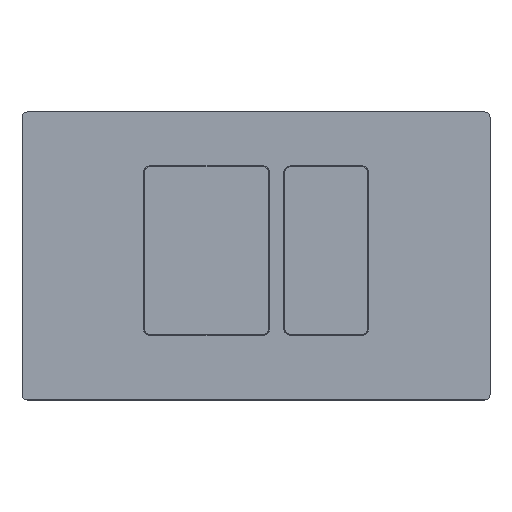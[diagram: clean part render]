
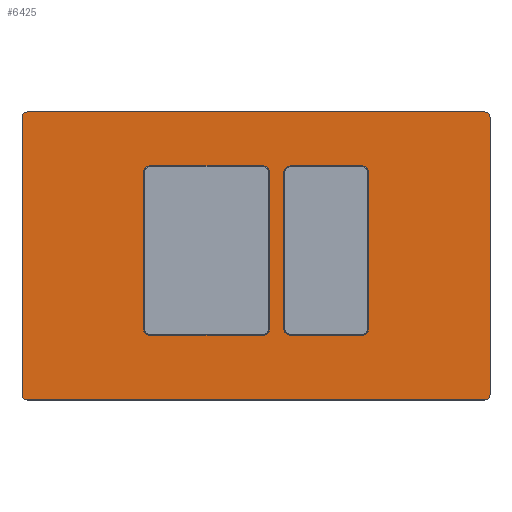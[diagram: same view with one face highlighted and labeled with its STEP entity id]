
A CAD part, top view. The second image highlights one B-rep face of the part: STEP entity #6425.
In plain terms, the highlighted planar face has unit normal (0, 0, 1).
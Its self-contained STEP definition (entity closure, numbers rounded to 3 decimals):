
#6425=ADVANCED_FACE('',(#13361,#13362,#13363),#13364,.T.);
#13361=FACE_BOUND('',#23854,.T.);
#13362=FACE_BOUND('',#23855,.T.);
#13363=FACE_OUTER_BOUND('',#23856,.T.);
#13364=PLANE('',#23857);
#23854=EDGE_LOOP('',(#37799,#37800,#37801,#37802,#37803,#37804,#37805,#37806));
#23855=EDGE_LOOP('',(#37807,#37808,#37809,#37810,#37811,#37812,#37813,#37814));
#23856=EDGE_LOOP('',(#37815,#37816,#37817,#37818,#37819,#37820,#37821,#37822));
#23857=AXIS2_PLACEMENT_3D('',#37823,#37824,#37825);
#37799=ORIENTED_EDGE('',*,*,#68090,.F.);
#37800=ORIENTED_EDGE('',*,*,#68087,.F.);
#37801=ORIENTED_EDGE('',*,*,#68084,.F.);
#37802=ORIENTED_EDGE('',*,*,#68081,.F.);
#37803=ORIENTED_EDGE('',*,*,#68078,.F.);
#37804=ORIENTED_EDGE('',*,*,#68075,.F.);
#37805=ORIENTED_EDGE('',*,*,#68072,.F.);
#37806=ORIENTED_EDGE('',*,*,#68038,.F.);
#37807=ORIENTED_EDGE('',*,*,#68070,.F.);
#37808=ORIENTED_EDGE('',*,*,#68067,.F.);
#37809=ORIENTED_EDGE('',*,*,#68064,.F.);
#37810=ORIENTED_EDGE('',*,*,#68061,.F.);
#37811=ORIENTED_EDGE('',*,*,#68058,.F.);
#37812=ORIENTED_EDGE('',*,*,#68055,.F.);
#37813=ORIENTED_EDGE('',*,*,#68052,.F.);
#37814=ORIENTED_EDGE('',*,*,#68048,.F.);
#37815=ORIENTED_EDGE('',*,*,#68042,.T.);
#37816=ORIENTED_EDGE('',*,*,#68045,.T.);
#37817=ORIENTED_EDGE('',*,*,#68104,.T.);
#37818=ORIENTED_EDGE('',*,*,#68101,.T.);
#37819=ORIENTED_EDGE('',*,*,#68098,.T.);
#37820=ORIENTED_EDGE('',*,*,#68095,.T.);
#37821=ORIENTED_EDGE('',*,*,#68092,.T.);
#37822=ORIENTED_EDGE('',*,*,#68009,.T.);
#37823=CARTESIAN_POINT('',(-127.0,3.0,1.5));
#37824=DIRECTION('',(0.0,0.0,1.0));
#37825=DIRECTION('',(1.0,0.0,0.0));
#68009=EDGE_CURVE('',#80173,#80174,#80175,.T.);
#68038=EDGE_CURVE('',#80228,#80229,#80230,.T.);
#68042=EDGE_CURVE('',#80174,#80234,#80235,.T.);
#68045=EDGE_CURVE('',#80234,#80238,#80239,.T.);
#68048=EDGE_CURVE('',#80242,#80243,#80244,.T.);
#68052=EDGE_CURVE('',#80243,#80248,#80249,.T.);
#68055=EDGE_CURVE('',#80248,#80252,#80253,.T.);
#68058=EDGE_CURVE('',#80252,#80256,#80257,.T.);
#68061=EDGE_CURVE('',#80256,#80260,#80261,.T.);
#68064=EDGE_CURVE('',#80260,#80264,#80265,.T.);
#68067=EDGE_CURVE('',#80264,#80268,#80269,.T.);
#68070=EDGE_CURVE('',#80268,#80242,#80272,.T.);
#68072=EDGE_CURVE('',#80229,#80274,#80275,.T.);
#68075=EDGE_CURVE('',#80274,#80278,#80279,.T.);
#68078=EDGE_CURVE('',#80278,#80282,#80283,.T.);
#68081=EDGE_CURVE('',#80282,#80286,#80287,.T.);
#68084=EDGE_CURVE('',#80286,#80290,#80291,.T.);
#68087=EDGE_CURVE('',#80290,#80294,#80295,.T.);
#68090=EDGE_CURVE('',#80294,#80228,#80298,.T.);
#68092=EDGE_CURVE('',#80300,#80173,#80301,.T.);
#68095=EDGE_CURVE('',#80304,#80300,#80305,.T.);
#68098=EDGE_CURVE('',#80308,#80304,#80309,.T.);
#68101=EDGE_CURVE('',#80312,#80308,#80313,.T.);
#68104=EDGE_CURVE('',#80238,#80312,#80316,.T.);
#80173=VERTEX_POINT('',#98186);
#80174=VERTEX_POINT('',#98187);
#80175=CIRCLE('',#98188,3.0);
#80228=VERTEX_POINT('',#98255);
#80229=VERTEX_POINT('',#98256);
#80230=CIRCLE('',#98257,3.5);
#80234=VERTEX_POINT('',#98263);
#80235=LINE('',#98264,#98265);
#80238=VERTEX_POINT('',#98269);
#80239=CIRCLE('',#98270,3.0);
#80242=VERTEX_POINT('',#98274);
#80243=VERTEX_POINT('',#98275);
#80244=CIRCLE('',#98276,3.5);
#80248=VERTEX_POINT('',#98282);
#80249=LINE('',#98283,#98284);
#80252=VERTEX_POINT('',#98288);
#80253=CIRCLE('',#98289,3.5);
#80256=VERTEX_POINT('',#98293);
#80257=LINE('',#98294,#98295);
#80260=VERTEX_POINT('',#98299);
#80261=CIRCLE('',#98300,3.5);
#80264=VERTEX_POINT('',#98304);
#80265=LINE('',#98305,#98306);
#80268=VERTEX_POINT('',#98310);
#80269=CIRCLE('',#98311,3.5);
#80272=LINE('',#98315,#98316);
#80274=VERTEX_POINT('',#98318);
#80275=LINE('',#98319,#98320);
#80278=VERTEX_POINT('',#98324);
#80279=CIRCLE('',#98325,3.5);
#80282=VERTEX_POINT('',#98329);
#80283=LINE('',#98330,#98331);
#80286=VERTEX_POINT('',#98335);
#80287=CIRCLE('',#98336,3.5);
#80290=VERTEX_POINT('',#98340);
#80291=LINE('',#98341,#98342);
#80294=VERTEX_POINT('',#98346);
#80295=CIRCLE('',#98347,3.5);
#80298=LINE('',#98351,#98352);
#80300=VERTEX_POINT('',#98354);
#80301=LINE('',#98355,#98356);
#80304=VERTEX_POINT('',#98360);
#80305=CIRCLE('',#98361,3.0);
#80308=VERTEX_POINT('',#98365);
#80309=LINE('',#98366,#98367);
#80312=VERTEX_POINT('',#98371);
#80313=CIRCLE('',#98372,3.0);
#80316=LINE('',#98376,#98377);
#98186=CARTESIAN_POINT('',(-127.0,160.0,1.5));
#98187=CARTESIAN_POINT('',(-130.0,157.0,1.5));
#98188=AXIS2_PLACEMENT_3D('',#131588,#131589,#131590);
#98255=CARTESIAN_POINT('',(15.5,39.5,1.5));
#98256=CARTESIAN_POINT('',(19.0,36.0,1.5));
#98257=AXIS2_PLACEMENT_3D('',#131641,#131642,#131643);
#98263=CARTESIAN_POINT('',(-130.0,3.0,1.5));
#98264=CARTESIAN_POINT('',(-130.0,80.0,1.5));
#98265=VECTOR('',#131646,1.0);
#98269=CARTESIAN_POINT('',(-127.0,0.,1.5));
#98270=AXIS2_PLACEMENT_3D('',#131648,#131649,#131650);
#98274=CARTESIAN_POINT('',(-62.5,39.5,1.5));
#98275=CARTESIAN_POINT('',(-59.0,36.0,1.5));
#98276=AXIS2_PLACEMENT_3D('',#131652,#131653,#131654);
#98282=CARTESIAN_POINT('',(4.0,36.0,1.5));
#98283=CARTESIAN_POINT('',(-27.5,36.0,1.5));
#98284=VECTOR('',#131657,1.0);
#98288=CARTESIAN_POINT('',(7.5,39.5,1.5));
#98289=AXIS2_PLACEMENT_3D('',#131659,#131660,#131661);
#98293=CARTESIAN_POINT('',(7.5,126.5,1.5));
#98294=CARTESIAN_POINT('',(7.5,83.0,1.5));
#98295=VECTOR('',#131663,1.0);
#98299=CARTESIAN_POINT('',(4.0,130.0,1.5));
#98300=AXIS2_PLACEMENT_3D('',#131665,#131666,#131667);
#98304=CARTESIAN_POINT('',(-59.0,130.0,1.5));
#98305=CARTESIAN_POINT('',(-27.5,130.0,1.5));
#98306=VECTOR('',#131669,1.0);
#98310=CARTESIAN_POINT('',(-62.5,126.5,1.5));
#98311=AXIS2_PLACEMENT_3D('',#131671,#131672,#131673);
#98315=CARTESIAN_POINT('',(-62.5,83.0,1.5));
#98316=VECTOR('',#131675,1.0);
#98318=CARTESIAN_POINT('',(59.0,36.0,1.5));
#98319=CARTESIAN_POINT('',(39.0,36.0,1.5));
#98320=VECTOR('',#131676,1.0);
#98324=CARTESIAN_POINT('',(62.5,39.5,1.5));
#98325=AXIS2_PLACEMENT_3D('',#131678,#131679,#131680);
#98329=CARTESIAN_POINT('',(62.5,126.5,1.5));
#98330=CARTESIAN_POINT('',(62.5,83.0,1.5));
#98331=VECTOR('',#131682,1.0);
#98335=CARTESIAN_POINT('',(59.0,130.0,1.5));
#98336=AXIS2_PLACEMENT_3D('',#131684,#131685,#131686);
#98340=CARTESIAN_POINT('',(19.0,130.0,1.5));
#98341=CARTESIAN_POINT('',(39.0,130.0,1.5));
#98342=VECTOR('',#131688,1.0);
#98346=CARTESIAN_POINT('',(15.5,126.5,1.5));
#98347=AXIS2_PLACEMENT_3D('',#131690,#131691,#131692);
#98351=CARTESIAN_POINT('',(15.5,83.0,1.5));
#98352=VECTOR('',#131694,1.0);
#98354=CARTESIAN_POINT('',(127.0,160.0,1.5));
#98355=CARTESIAN_POINT('',(0.,160.0,1.5));
#98356=VECTOR('',#131695,1.0);
#98360=CARTESIAN_POINT('',(130.0,157.0,1.5));
#98361=AXIS2_PLACEMENT_3D('',#131697,#131698,#131699);
#98365=CARTESIAN_POINT('',(130.0,3.0,1.5));
#98366=CARTESIAN_POINT('',(130.0,80.0,1.5));
#98367=VECTOR('',#131701,1.0);
#98371=CARTESIAN_POINT('',(127.0,0.0,1.5));
#98372=AXIS2_PLACEMENT_3D('',#131703,#131704,#131705);
#98376=CARTESIAN_POINT('',(0.,0.0,1.5));
#98377=VECTOR('',#131707,1.0);
#131588=CARTESIAN_POINT('',(-127.0,157.0,1.5));
#131589=DIRECTION('',(0.0,0.0,1.0));
#131590=DIRECTION('',(1.0,0.0,0.0));
#131641=CARTESIAN_POINT('',(19.0,39.5,1.5));
#131642=DIRECTION('',(0.0,0.0,1.0));
#131643=DIRECTION('',(1.0,0.0,0.0));
#131646=DIRECTION('',(0.,-1.0,0.0));
#131648=CARTESIAN_POINT('',(-127.0,3.0,1.5));
#131649=DIRECTION('',(0.0,0.0,1.0));
#131650=DIRECTION('',(1.0,0.0,0.0));
#131652=CARTESIAN_POINT('',(-59.0,39.5,1.5));
#131653=DIRECTION('',(0.0,0.0,1.0));
#131654=DIRECTION('',(1.0,0.0,0.0));
#131657=DIRECTION('',(1.0,0.0,0.0));
#131659=CARTESIAN_POINT('',(4.0,39.5,1.5));
#131660=DIRECTION('',(0.0,0.0,1.0));
#131661=DIRECTION('',(1.0,0.0,0.0));
#131663=DIRECTION('',(0.,1.0,0.0));
#131665=CARTESIAN_POINT('',(4.0,126.5,1.5));
#131666=DIRECTION('',(0.0,0.0,1.0));
#131667=DIRECTION('',(1.0,0.0,0.0));
#131669=DIRECTION('',(-1.0,0.,0.0));
#131671=CARTESIAN_POINT('',(-59.0,126.5,1.5));
#131672=DIRECTION('',(0.0,0.0,1.0));
#131673=DIRECTION('',(1.0,0.0,0.0));
#131675=DIRECTION('',(0.,-1.0,0.0));
#131676=DIRECTION('',(1.0,0.0,0.0));
#131678=CARTESIAN_POINT('',(59.0,39.5,1.5));
#131679=DIRECTION('',(0.0,0.0,1.0));
#131680=DIRECTION('',(1.0,0.0,0.0));
#131682=DIRECTION('',(0.,1.0,0.0));
#131684=CARTESIAN_POINT('',(59.0,126.5,1.5));
#131685=DIRECTION('',(0.0,0.0,1.0));
#131686=DIRECTION('',(1.0,0.0,0.0));
#131688=DIRECTION('',(-1.0,0.,0.0));
#131690=CARTESIAN_POINT('',(19.0,126.5,1.5));
#131691=DIRECTION('',(0.0,0.0,1.0));
#131692=DIRECTION('',(1.0,0.0,0.0));
#131694=DIRECTION('',(0.,-1.0,0.0));
#131695=DIRECTION('',(-1.0,0.,0.0));
#131697=CARTESIAN_POINT('',(127.0,157.0,1.5));
#131698=DIRECTION('',(0.0,0.0,1.0));
#131699=DIRECTION('',(1.0,0.0,0.0));
#131701=DIRECTION('',(0.,1.0,0.0));
#131703=CARTESIAN_POINT('',(127.0,3.0,1.5));
#131704=DIRECTION('',(0.0,0.0,1.0));
#131705=DIRECTION('',(1.0,0.0,0.0));
#131707=DIRECTION('',(1.0,0.0,0.0));
